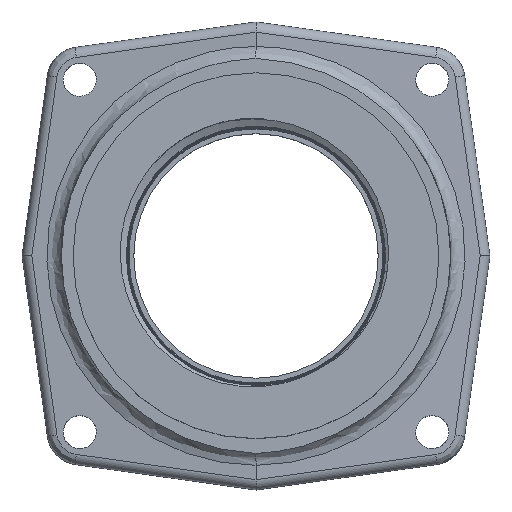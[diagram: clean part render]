
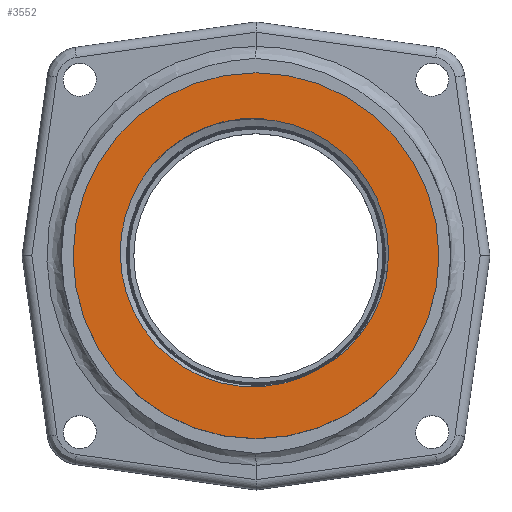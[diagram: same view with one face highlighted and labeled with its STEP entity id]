
A CAD part, top view. The second image highlights one B-rep face of the part: STEP entity #3552.
In plain terms, the highlighted planar face has unit normal (0, 0, 1).
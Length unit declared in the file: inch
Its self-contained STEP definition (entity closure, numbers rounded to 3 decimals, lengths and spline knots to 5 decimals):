
#343=CARTESIAN_POINT('',(0.,0.,2.217));
#344=DIRECTION('',(0.,0.,-1.));
#345=DIRECTION('',(0.,1.,0.));
#346=AXIS2_PLACEMENT_3D('',#343,#344,#345);
#398=CARTESIAN_POINT('',(0.,0.,2.217));
#399=DIRECTION('',(0.,0.,1.));
#400=DIRECTION('',(0.,1.,0.));
#401=AXIS2_PLACEMENT_3D('',#398,#399,#400);
#408=CARTESIAN_POINT('',(0.,0.,2.217));
#409=DIRECTION('',(0.,0.,-1.));
#410=DIRECTION('',(-0.755,0.655,0.));
#411=AXIS2_PLACEMENT_3D('',#408,#409,#410);
#965=CARTESIAN_POINT('',(0.74698,-1.4081,2.217));
#966=CARTESIAN_POINT('',(0.80296,-1.37988,2.217));
#967=CARTESIAN_POINT('',(0.9118,-1.31669,2.217));
#968=CARTESIAN_POINT('',(1.06441,-1.20222,2.217));
#969=CARTESIAN_POINT('',(1.20889,-1.06382,2.217));
#970=CARTESIAN_POINT('',(1.34318,-0.8973,2.217));
#971=CARTESIAN_POINT('',(1.46277,-0.69896,2.217));
#972=CARTESIAN_POINT('',(1.56092,-0.46074,2.217));
#973=CARTESIAN_POINT('',(1.62096,-0.19887,2.217));
#974=CARTESIAN_POINT('',(1.6364,0.06525,2.217));
#975=CARTESIAN_POINT('',(1.61227,0.31055,2.217));
#976=CARTESIAN_POINT('',(1.55462,0.54217,2.217));
#977=CARTESIAN_POINT('',(1.46657,0.75791,2.217));
#978=CARTESIAN_POINT('',(1.35106,0.95674,2.217));
#979=CARTESIAN_POINT('',(1.20559,1.14172,2.217));
#980=CARTESIAN_POINT('',(1.03353,1.3056,2.217));
#981=CARTESIAN_POINT('',(0.83979,1.44324,2.217));
#982=CARTESIAN_POINT('',(0.63175,1.55036,2.217));
#983=CARTESIAN_POINT('',(0.41299,1.62745,2.217));
#984=CARTESIAN_POINT('',(0.16851,1.67655,2.217));
#985=CARTESIAN_POINT('',(-0.09908,1.68794,2.217));
#986=CARTESIAN_POINT('',(-0.3681,1.65544,2.217));
#987=CARTESIAN_POINT('',(-0.53771,1.60703,2.217));
#988=CARTESIAN_POINT('',(-0.62103,1.57606,2.217));
#1028=CARTESIAN_POINT('',(-1.27965,1.11001,2.217));
#1029=CARTESIAN_POINT('',(-1.32995,1.04947,2.217));
#1030=CARTESIAN_POINT('',(-1.42097,0.9229,2.217));
#1031=CARTESIAN_POINT('',(-1.53032,0.71574,2.217));
#1032=CARTESIAN_POINT('',(-1.60985,0.49561,2.217));
#1033=CARTESIAN_POINT('',(-1.65815,0.26657,2.217));
#1034=CARTESIAN_POINT('',(-1.67402,0.03284,2.217));
#1035=CARTESIAN_POINT('',(-1.65745,-0.19864,2.217));
#1036=CARTESIAN_POINT('',(-1.60862,-0.42733,2.217));
#1037=CARTESIAN_POINT('',(-1.52698,-0.64956,2.217));
#1038=CARTESIAN_POINT('',(-1.4139,-0.8586,2.217));
#1039=CARTESIAN_POINT('',(-1.27356,-1.04746,2.217));
#1040=CARTESIAN_POINT('',(-1.10747,-1.21492,2.217));
#1041=CARTESIAN_POINT('',(-0.91772,-1.35758,2.217));
#1042=CARTESIAN_POINT('',(-0.7132,-1.46934,2.217));
#1043=CARTESIAN_POINT('',(-0.496,-1.55113,2.217));
#1044=CARTESIAN_POINT('',(-0.25424,-1.60402,2.217));
#1045=CARTESIAN_POINT('',(0.009,-1.61858,2.217));
#1046=CARTESIAN_POINT('',(0.27007,-1.58972,2.217));
#1047=CARTESIAN_POINT('',(0.51848,-1.5205,2.217));
#1048=CARTESIAN_POINT('',(0.67255,-1.44977,2.217));
#1049=CARTESIAN_POINT('',(0.74698,-1.4081,2.217));
#2847=CARTESIAN_POINT('',(0.,2.2485,2.217));
#2848=CARTESIAN_POINT('',(0.,-2.2485,2.217));
#2849=VERTEX_POINT('',#2847);
#2850=VERTEX_POINT('',#2848);
#2964=VERTEX_POINT('',#1028);
#2965=VERTEX_POINT('',#1049);
#2966=VERTEX_POINT('',#988);
#3535=CARTESIAN_POINT('',(0.,0.,2.217));
#3536=DIRECTION('',(0.,0.,1.));
#3537=DIRECTION('',(0.,1.,0.));
#3538=AXIS2_PLACEMENT_3D('',#3535,#3536,#3537);
#3539=PLANE('',#3538);
#3540=ORIENTED_EDGE('',*,*,#3428,.T.);
#3541=ORIENTED_EDGE('',*,*,#3517,.F.);
#3542=EDGE_LOOP('',(#3540,#3541));
#3543=FACE_OUTER_BOUND('',#3542,.F.);
#3545=ORIENTED_EDGE('',*,*,#3544,.F.);
#3547=ORIENTED_EDGE('',*,*,#3546,.T.);
#3549=ORIENTED_EDGE('',*,*,#3548,.T.);
#3550=EDGE_LOOP('',(#3545,#3547,#3549));
#3551=FACE_BOUND('',#3550,.F.);
#347=CIRCLE('',#346,2.2485);
#402=CIRCLE('',#401,2.2485);
#412=CIRCLE('',#411,1.694);
#989=B_SPLINE_CURVE_WITH_KNOTS('',3,(#965,#966,#967,#968,#969,#970,#971,#972,
#973,#974,#975,#976,#977,#978,#979,#980,#981,#982,#983,#984,#985,#986,#987,
#988),.UNSPECIFIED.,.F.,.F.,(4,1,1,1,1,1,1,1,1,1,1,1,1,1,1,1,1,1,1,1,1,4),(0.,
0.04762,0.09524,0.14286,0.19048,
0.2381,0.28571,0.33333,0.38095,
0.42857,0.47619,0.52381,0.57143,
0.61905,0.66667,0.71429,0.7619,
0.80952,0.85714,0.90476,0.95238,1.),
.UNSPECIFIED.);
#1050=B_SPLINE_CURVE_WITH_KNOTS('',3,(#1028,#1029,#1030,#1031,#1032,#1033,#1034,
#1035,#1036,#1037,#1038,#1039,#1040,#1041,#1042,#1043,#1044,#1045,#1046,#1047,
#1048,#1049),.UNSPECIFIED.,.F.,.F.,(4,1,1,1,1,1,1,1,1,1,1,1,1,1,1,1,1,1,1,4),(
0.,0.05263,0.10526,0.15789,0.21053,
0.26316,0.31579,0.36842,0.42105,
0.47368,0.52632,0.57895,0.63158,
0.68421,0.73684,0.78947,0.84211,
0.89474,0.94737,1.),.UNSPECIFIED.);
#3428=EDGE_CURVE('',#2849,#2850,#347,.T.);
#3517=EDGE_CURVE('',#2849,#2850,#402,.T.);
#3544=EDGE_CURVE('',#2964,#2966,#412,.T.);
#3546=EDGE_CURVE('',#2964,#2965,#1050,.T.);
#3548=EDGE_CURVE('',#2965,#2966,#989,.T.);
#3552=ADVANCED_FACE('',(#3543,#3551),#3539,.T.);
